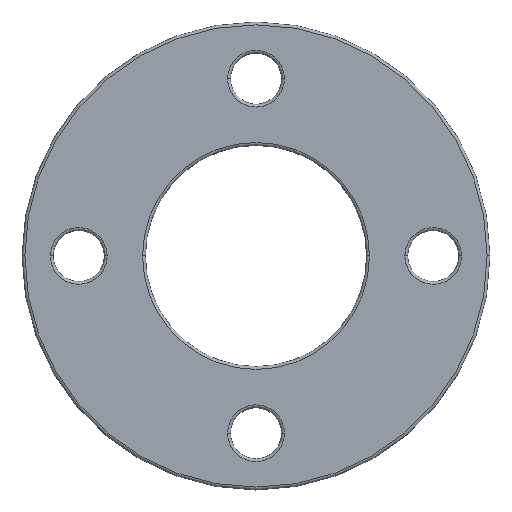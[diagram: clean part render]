
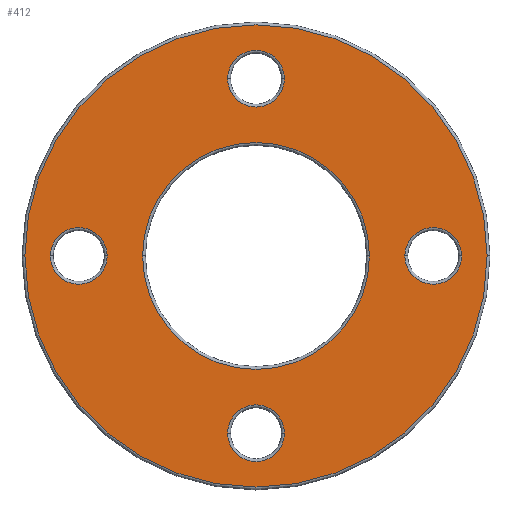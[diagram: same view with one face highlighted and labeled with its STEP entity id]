
A CAD part, top view. The second image highlights one B-rep face of the part: STEP entity #412.
In plain terms, the highlighted planar face has unit normal (0, 0, 1).
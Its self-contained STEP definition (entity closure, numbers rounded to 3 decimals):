
#4 = CARTESIAN_POINT ( 'NONE',  ( 10., -62.5, 18. ) ) ;
#31 = CARTESIAN_POINT ( 'NONE',  ( 0., 62.5, 18. ) ) ;
#37 = DIRECTION ( 'NONE',  ( 1., 0., 0. ) ) ;
#39 = AXIS2_PLACEMENT_3D ( 'NONE', #105, #1021, #1101 ) ;
#43 = EDGE_CURVE ( 'NONE', #646, #863, #1125, .T. ) ;
#59 = EDGE_LOOP ( 'NONE', ( #104, #403 ) ) ;
#67 = ORIENTED_EDGE ( 'NONE', *, *, #43, .T. ) ;
#74 = ORIENTED_EDGE ( 'NONE', *, *, #445, .T. ) ;
#86 = EDGE_CURVE ( 'NONE', #729, #792, #173, .T. ) ;
#95 = VERTEX_POINT ( 'NONE', #243 ) ;
#104 = ORIENTED_EDGE ( 'NONE', *, *, #737, .T. ) ;
#105 = CARTESIAN_POINT ( 'NONE',  ( 0., 0., 18. ) ) ;
#112 = FACE_BOUND ( 'NONE', #837, .T. ) ;
#123 = FACE_BOUND ( 'NONE', #59, .T. ) ;
#128 = DIRECTION ( 'NONE',  ( 0., 0., -1. ) ) ;
#132 = CIRCLE ( 'NONE', #630, 10. ) ;
#139 = VERTEX_POINT ( 'NONE', #1169 ) ;
#151 = VERTEX_POINT ( 'NONE', #815 ) ;
#173 = CIRCLE ( 'NONE', #833, 10. ) ;
#187 = DIRECTION ( 'NONE',  ( 0., 0., -1. ) ) ;
#192 = DIRECTION ( 'NONE',  ( 1., 0., 0. ) ) ;
#195 = FACE_OUTER_BOUND ( 'NONE', #498, .T. ) ;
#215 = ORIENTED_EDGE ( 'NONE', *, *, #359, .T. ) ;
#231 = DIRECTION ( 'NONE',  ( 1., 0., 0. ) ) ;
#235 = CARTESIAN_POINT ( 'NONE',  ( -10., 62.5, 18. ) ) ;
#243 = CARTESIAN_POINT ( 'NONE',  ( -81.5, 0., 18. ) ) ;
#245 = CIRCLE ( 'NONE', #904, 10. ) ;
#276 = ORIENTED_EDGE ( 'NONE', *, *, #1026, .T. ) ;
#286 = CARTESIAN_POINT ( 'NONE',  ( 52.5, 0., 18. ) ) ;
#300 = AXIS2_PLACEMENT_3D ( 'NONE', #384, #187, #371 ) ;
#309 = CARTESIAN_POINT ( 'NONE',  ( 0., -62.5, 18. ) ) ;
#324 = DIRECTION ( 'NONE',  ( 1., 0., 0. ) ) ;
#359 = EDGE_CURVE ( 'NONE', #863, #646, #245, .T. ) ;
#371 = DIRECTION ( 'NONE',  ( 1., 0., 0. ) ) ;
#376 = CARTESIAN_POINT ( 'NONE',  ( 0., 0., 18. ) ) ;
#378 = PLANE ( 'NONE',  #39 ) ;
#384 = CARTESIAN_POINT ( 'NONE',  ( 0., 62.5, 18. ) ) ;
#390 = DIRECTION ( 'NONE',  ( 1., 0., 0. ) ) ;
#403 = ORIENTED_EDGE ( 'NONE', *, *, #928, .T. ) ;
#405 = EDGE_LOOP ( 'NONE', ( #215, #67 ) ) ;
#412 = ADVANCED_FACE ( 'NONE', ( #927, #112, #123, #195, #483, #552 ), #378, .T. ) ;
#428 = EDGE_CURVE ( 'NONE', #1116, #533, #957, .T. ) ;
#439 = AXIS2_PLACEMENT_3D ( 'NONE', #486, #846, #37 ) ;
#445 = EDGE_CURVE ( 'NONE', #722, #895, #891, .T. ) ;
#477 = CARTESIAN_POINT ( 'NONE',  ( -62.5, 0., 18. ) ) ;
#483 = FACE_BOUND ( 'NONE', #764, .T. ) ;
#486 = CARTESIAN_POINT ( 'NONE',  ( 62.5, 0., 18. ) ) ;
#498 = EDGE_LOOP ( 'NONE', ( #634, #276 ) ) ;
#500 = DIRECTION ( 'NONE',  ( 1., 0., 0. ) ) ;
#505 = CARTESIAN_POINT ( 'NONE',  ( 0., -62.5, 18. ) ) ;
#516 = DIRECTION ( 'NONE',  ( 0., 0., -1. ) ) ;
#523 = DIRECTION ( 'NONE',  ( 1., 0., 0. ) ) ;
#533 = VERTEX_POINT ( 'NONE', #235 ) ;
#534 = AXIS2_PLACEMENT_3D ( 'NONE', #787, #700, #523 ) ;
#548 = CIRCLE ( 'NONE', #1112, 40. ) ;
#550 = DIRECTION ( 'NONE',  ( 0., 0., 1. ) ) ;
#552 = FACE_BOUND ( 'NONE', #830, .T. ) ;
#565 = AXIS2_PLACEMENT_3D ( 'NONE', #477, #1108, #1020 ) ;
#575 = DIRECTION ( 'NONE',  ( 1., 0., 0. ) ) ;
#593 = ORIENTED_EDGE ( 'NONE', *, *, #86, .T. ) ;
#595 = CARTESIAN_POINT ( 'NONE',  ( -52.5, 0., 18. ) ) ;
#622 = ORIENTED_EDGE ( 'NONE', *, *, #428, .T. ) ;
#623 = ORIENTED_EDGE ( 'NONE', *, *, #676, .T. ) ;
#630 = AXIS2_PLACEMENT_3D ( 'NONE', #309, #755, #324 ) ;
#634 = ORIENTED_EDGE ( 'NONE', *, *, #757, .T. ) ;
#646 = VERTEX_POINT ( 'NONE', #945 ) ;
#648 = CARTESIAN_POINT ( 'NONE',  ( 62.5, 0., 18. ) ) ;
#650 = CARTESIAN_POINT ( 'NONE',  ( -62.5, 0., 18. ) ) ;
#651 = ORIENTED_EDGE ( 'NONE', *, *, #773, .T. ) ;
#654 = CARTESIAN_POINT ( 'NONE',  ( 0., 0., 18. ) ) ;
#676 = EDGE_CURVE ( 'NONE', #533, #1116, #984, .T. ) ;
#700 = DIRECTION ( 'NONE',  ( 0., 0., 1. ) ) ;
#717 = CARTESIAN_POINT ( 'NONE',  ( 10., 62.5, 18. ) ) ;
#721 = CIRCLE ( 'NONE', #1095, 81.5 ) ;
#722 = VERTEX_POINT ( 'NONE', #286 ) ;
#729 = VERTEX_POINT ( 'NONE', #4 ) ;
#733 = CARTESIAN_POINT ( 'NONE',  ( -10., -62.5, 18. ) ) ;
#737 = EDGE_CURVE ( 'NONE', #151, #989, #797, .T. ) ;
#739 = ORIENTED_EDGE ( 'NONE', *, *, #856, .T. ) ;
#744 = DIRECTION ( 'NONE',  ( 0., 0., -1. ) ) ;
#755 = DIRECTION ( 'NONE',  ( 0., 0., -1. ) ) ;
#757 = EDGE_CURVE ( 'NONE', #139, #95, #721, .T. ) ;
#764 = EDGE_LOOP ( 'NONE', ( #622, #623 ) ) ;
#773 = EDGE_CURVE ( 'NONE', #895, #722, #1080, .T. ) ;
#787 = CARTESIAN_POINT ( 'NONE',  ( 0., 0., 18. ) ) ;
#792 = VERTEX_POINT ( 'NONE', #733 ) ;
#797 = CIRCLE ( 'NONE', #924, 40. ) ;
#815 = CARTESIAN_POINT ( 'NONE',  ( 40., 0., 18. ) ) ;
#820 = DIRECTION ( 'NONE',  ( 0., 0., -1. ) ) ;
#830 = EDGE_LOOP ( 'NONE', ( #593, #739 ) ) ;
#831 = DIRECTION ( 'NONE',  ( 0., 0., -1. ) ) ;
#833 = AXIS2_PLACEMENT_3D ( 'NONE', #505, #516, #500 ) ;
#837 = EDGE_LOOP ( 'NONE', ( #651, #74 ) ) ;
#846 = DIRECTION ( 'NONE',  ( 0., 0., -1. ) ) ;
#856 = EDGE_CURVE ( 'NONE', #792, #729, #132, .T. ) ;
#863 = VERTEX_POINT ( 'NONE', #595 ) ;
#891 = CIRCLE ( 'NONE', #439, 10. ) ;
#895 = VERTEX_POINT ( 'NONE', #1019 ) ;
#904 = AXIS2_PLACEMENT_3D ( 'NONE', #650, #831, #390 ) ;
#914 = DIRECTION ( 'NONE',  ( 1., 0., 0. ) ) ;
#918 = DIRECTION ( 'NONE',  ( 1., 0., 0. ) ) ;
#924 = AXIS2_PLACEMENT_3D ( 'NONE', #654, #744, #914 ) ;
#927 = FACE_BOUND ( 'NONE', #405, .T. ) ;
#928 = EDGE_CURVE ( 'NONE', #989, #151, #548, .T. ) ;
#943 = CARTESIAN_POINT ( 'NONE',  ( 0., 0., 18. ) ) ;
#945 = CARTESIAN_POINT ( 'NONE',  ( -72.5, 0., 18. ) ) ;
#957 = CIRCLE ( 'NONE', #1092, 10. ) ;
#984 = CIRCLE ( 'NONE', #300, 10. ) ;
#989 = VERTEX_POINT ( 'NONE', #1139 ) ;
#1017 = AXIS2_PLACEMENT_3D ( 'NONE', #648, #820, #192 ) ;
#1019 = CARTESIAN_POINT ( 'NONE',  ( 72.5, 0., 18. ) ) ;
#1020 = DIRECTION ( 'NONE',  ( 1., 0., 0. ) ) ;
#1021 = DIRECTION ( 'NONE',  ( 0., 0., 1. ) ) ;
#1026 = EDGE_CURVE ( 'NONE', #95, #139, #1059, .T. ) ;
#1059 = CIRCLE ( 'NONE', #534, 81.5 ) ;
#1080 = CIRCLE ( 'NONE', #1017, 10. ) ;
#1092 = AXIS2_PLACEMENT_3D ( 'NONE', #31, #1109, #575 ) ;
#1095 = AXIS2_PLACEMENT_3D ( 'NONE', #376, #550, #918 ) ;
#1101 = DIRECTION ( 'NONE',  ( 1., 0., 0. ) ) ;
#1108 = DIRECTION ( 'NONE',  ( 0., 0., -1. ) ) ;
#1109 = DIRECTION ( 'NONE',  ( 0., 0., -1. ) ) ;
#1112 = AXIS2_PLACEMENT_3D ( 'NONE', #943, #128, #231 ) ;
#1116 = VERTEX_POINT ( 'NONE', #717 ) ;
#1125 = CIRCLE ( 'NONE', #565, 10. ) ;
#1139 = CARTESIAN_POINT ( 'NONE',  ( -40., 0., 18. ) ) ;
#1169 = CARTESIAN_POINT ( 'NONE',  ( 81.5, 0., 18. ) ) ;
